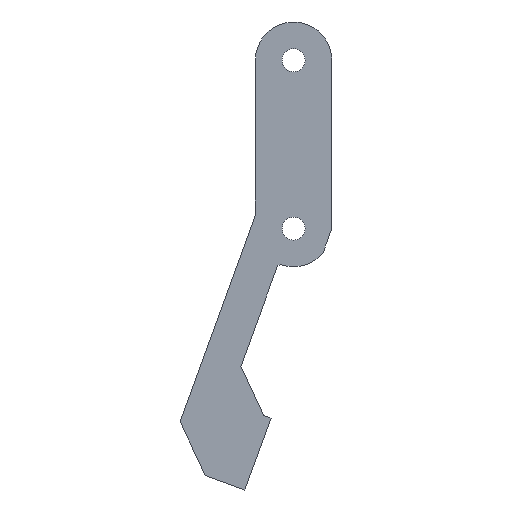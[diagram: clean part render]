
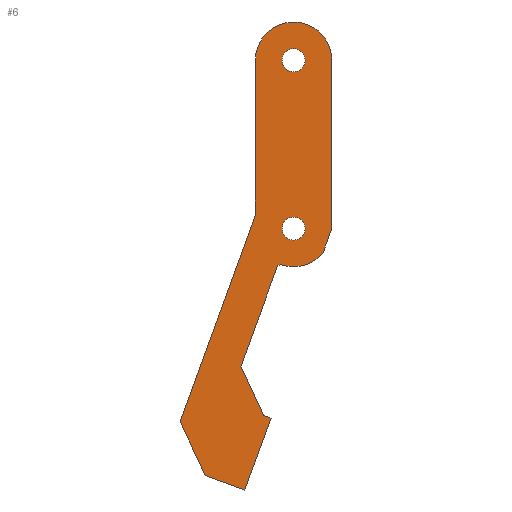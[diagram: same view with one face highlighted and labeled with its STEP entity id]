
A CAD part, left-side view. The second image highlights one B-rep face of the part: STEP entity #6.
In plain terms, the highlighted planar face has unit normal (-1, 0, 0).
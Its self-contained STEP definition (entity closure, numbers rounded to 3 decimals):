
#1 = EDGE_CURVE ( 'NONE', #195, #146, #293, .T. ) ;
#2 = DIRECTION ( 'NONE',  ( 1., 0., 0. ) ) ;
#4 = ORIENTED_EDGE ( 'NONE', *, *, #222, .F. ) ;
#6 = ADVANCED_FACE ( 'NONE', ( #116, #426, #708 ), #484, .F. ) ;
#7 = DIRECTION ( 'NONE',  ( 0., 0., -1. ) ) ;
#11 = AXIS2_PLACEMENT_3D ( 'NONE', #622, #283, #679 ) ;
#20 = VECTOR ( 'NONE', #313, 1000. ) ;
#21 = ORIENTED_EDGE ( 'NONE', *, *, #489, .F. ) ;
#25 = VECTOR ( 'NONE', #50, 1000. ) ;
#27 = VERTEX_POINT ( 'NONE', #272 ) ;
#32 = VECTOR ( 'NONE', #156, 1000. ) ;
#34 = VERTEX_POINT ( 'NONE', #150 ) ;
#41 = DIRECTION ( 'NONE',  ( 1., 0., 0. ) ) ;
#45 = LINE ( 'NONE', #318, #20 ) ;
#50 = DIRECTION ( 'NONE',  ( 0., -0.342, 0.94 ) ) ;
#54 = EDGE_CURVE ( 'NONE', #392, #516, #654, .T. ) ;
#63 = EDGE_CURVE ( 'NONE', #368, #411, #45, .T. ) ;
#64 = CARTESIAN_POINT ( 'NONE',  ( 0., 5., -5. ) ) ;
#65 = VERTEX_POINT ( 'NONE', #668 ) ;
#68 = EDGE_CURVE ( 'NONE', #411, #704, #336, .T. ) ;
#90 = ORIENTED_EDGE ( 'NONE', *, *, #412, .T. ) ;
#91 = ORIENTED_EDGE ( 'NONE', *, *, #182, .T. ) ;
#94 = VECTOR ( 'NONE', #460, 1000. ) ;
#110 = ORIENTED_EDGE ( 'NONE', *, *, #472, .T. ) ;
#116 = FACE_OUTER_BOUND ( 'NONE', #586, .T. ) ;
#118 = ORIENTED_EDGE ( 'NONE', *, *, #63, .F. ) ;
#119 = CARTESIAN_POINT ( 'NONE',  ( 0., 5., -3.5 ) ) ;
#122 = CARTESIAN_POINT ( 'NONE',  ( 0., 0., -5. ) ) ;
#128 = CARTESIAN_POINT ( 'NONE',  ( 0., 5., -27. ) ) ;
#132 = CARTESIAN_POINT ( 'NONE',  ( 0., 5., 0. ) ) ;
#133 = VERTEX_POINT ( 'NONE', #200 ) ;
#139 = CARTESIAN_POINT ( 'NONE',  ( 0., 10., -42.219 ) ) ;
#146 = VERTEX_POINT ( 'NONE', #149 ) ;
#149 = CARTESIAN_POINT ( 'NONE',  ( 0., 6.721, -31.694 ) ) ;
#150 = CARTESIAN_POINT ( 'NONE',  ( 0., 7.093, -31.868 ) ) ;
#153 = DIRECTION ( 'NONE',  ( 1., 0., 0. ) ) ;
#156 = DIRECTION ( 'NONE',  ( 0., 0.94, 0.342 ) ) ;
#159 = EDGE_CURVE ( 'NONE', #449, #330, #278, .T. ) ;
#161 = LINE ( 'NONE', #381, #25 ) ;
#165 = EDGE_CURVE ( 'NONE', #710, #502, #629, .T. ) ;
#168 = DIRECTION ( 'NONE',  ( 0., 0., -1. ) ) ;
#173 = CARTESIAN_POINT ( 'NONE',  ( 0., 8.893, -51.432 ) ) ;
#176 = CARTESIAN_POINT ( 'NONE',  ( 0., 0., -42.219 ) ) ;
#179 = CARTESIAN_POINT ( 'NONE',  ( 0., 5., -6.5 ) ) ;
#180 = CARTESIAN_POINT ( 'NONE',  ( 0., 5., -28.5 ) ) ;
#182 = EDGE_CURVE ( 'NONE', #195, #641, #161, .T. ) ;
#183 = VECTOR ( 'NONE', #424, 1000. ) ;
#188 = CARTESIAN_POINT ( 'NONE',  ( 0., 27.209, -41.248 ) ) ;
#191 = LINE ( 'NONE', #695, #541 ) ;
#195 = VERTEX_POINT ( 'NONE', #223 ) ;
#198 = DIRECTION ( 'NONE',  ( 0., 0., -1. ) ) ;
#200 = CARTESIAN_POINT ( 'NONE',  ( 0., 16.541, -59.29 ) ) ;
#216 = EDGE_CURVE ( 'NONE', #232, #133, #343, .T. ) ;
#222 = EDGE_CURVE ( 'NONE', #27, #710, #342, .T. ) ;
#223 = CARTESIAN_POINT ( 'NONE',  ( 0., 1.17, -30.214 ) ) ;
#228 = VERTEX_POINT ( 'NONE', #672 ) ;
#232 = VERTEX_POINT ( 'NONE', #490 ) ;
#242 = CARTESIAN_POINT ( 'NONE',  ( 0., 7.128, -79.477 ) ) ;
#252 = EDGE_CURVE ( 'NONE', #330, #449, #639, .T. ) ;
#259 = CARTESIAN_POINT ( 'NONE',  ( 0., 5., -27. ) ) ;
#266 = ORIENTED_EDGE ( 'NONE', *, *, #216, .F. ) ;
#267 = DIRECTION ( 'NONE',  ( 0., 0., -1. ) ) ;
#272 = CARTESIAN_POINT ( 'NONE',  ( 0., 10., -5. ) ) ;
#278 = CIRCLE ( 'NONE', #674, 1.5 ) ;
#281 = DIRECTION ( 'NONE',  ( 1., 0., 0. ) ) ;
#283 = DIRECTION ( 'NONE',  ( 1., 0., 0. ) ) ;
#289 = CARTESIAN_POINT ( 'NONE',  ( 0., 11.881, -45.023 ) ) ;
#290 = LINE ( 'NONE', #580, #409 ) ;
#291 = LINE ( 'NONE', #520, #94 ) ;
#293 = CIRCLE ( 'NONE', #451, 5. ) ;
#301 = EDGE_LOOP ( 'NONE', ( #649, #360 ) ) ;
#304 = DIRECTION ( 'NONE',  ( 0., -0.906, 0.423 ) ) ;
#313 = DIRECTION ( 'NONE',  ( 0., -0.423, -0.906 ) ) ;
#314 = AXIS2_PLACEMENT_3D ( 'NONE', #608, #669, #267 ) ;
#318 = CARTESIAN_POINT ( 'NONE',  ( 0., -4.164, -79.433 ) ) ;
#327 = CARTESIAN_POINT ( 'NONE',  ( 0., 5., -27. ) ) ;
#330 = VERTEX_POINT ( 'NONE', #179 ) ;
#336 = LINE ( 'NONE', #721, #183 ) ;
#341 = LINE ( 'NONE', #242, #698 ) ;
#342 = CIRCLE ( 'NONE', #11, 5. ) ;
#343 = LINE ( 'NONE', #447, #32 ) ;
#357 = VECTOR ( 'NONE', #304, 1000. ) ;
#360 = ORIENTED_EDGE ( 'NONE', *, *, #252, .T. ) ;
#368 = VERTEX_POINT ( 'NONE', #289 ) ;
#373 = EDGE_CURVE ( 'NONE', #502, #641, #437, .T. ) ;
#381 = CARTESIAN_POINT ( 'NONE',  ( 0., 18.694, -78.361 ) ) ;
#392 = VERTEX_POINT ( 'NONE', #578 ) ;
#393 = ORIENTED_EDGE ( 'NONE', *, *, #373, .F. ) ;
#409 = VECTOR ( 'NONE', #517, 1000. ) ;
#411 = VERTEX_POINT ( 'NONE', #173 ) ;
#412 = EDGE_CURVE ( 'NONE', #516, #392, #456, .T. ) ;
#420 = ORIENTED_EDGE ( 'NONE', *, *, #518, .T. ) ;
#424 = DIRECTION ( 'NONE',  ( 0., -0.94, -0.342 ) ) ;
#426 = FACE_BOUND ( 'NONE', #301, .T. ) ;
#429 = ORIENTED_EDGE ( 'NONE', *, *, #455, .F. ) ;
#436 = AXIS2_PLACEMENT_3D ( 'NONE', #259, #41, #658 ) ;
#437 = LINE ( 'NONE', #176, #531 ) ;
#447 = CARTESIAN_POINT ( 'NONE',  ( 0., -0.046, -65.327 ) ) ;
#449 = VERTEX_POINT ( 'NONE', #119 ) ;
#451 = AXIS2_PLACEMENT_3D ( 'NONE', #327, #153, #551 ) ;
#453 = DIRECTION ( 'NONE',  ( 0., 0., -1. ) ) ;
#455 = EDGE_CURVE ( 'NONE', #34, #368, #291, .T. ) ;
#456 = CIRCLE ( 'NONE', #503, 1.5 ) ;
#460 = DIRECTION ( 'NONE',  ( 0., 0.342, -0.94 ) ) ;
#465 = DIRECTION ( 'NONE',  ( 0., 0.342, -0.94 ) ) ;
#472 = EDGE_CURVE ( 'NONE', #34, #146, #501, .T. ) ;
#484 = PLANE ( 'NONE',  #314 ) ;
#489 = EDGE_CURVE ( 'NONE', #228, #65, #290, .T. ) ;
#490 = CARTESIAN_POINT ( 'NONE',  ( 0., 11.373, -61.171 ) ) ;
#497 = CARTESIAN_POINT ( 'NONE',  ( 0., 5., -5. ) ) ;
#501 = LINE ( 'NONE', #188, #357 ) ;
#502 = VERTEX_POINT ( 'NONE', #122 ) ;
#503 = AXIS2_PLACEMENT_3D ( 'NONE', #128, #514, #590 ) ;
#511 = LINE ( 'NONE', #139, #561 ) ;
#514 = DIRECTION ( 'NONE',  ( 1., 0., 0. ) ) ;
#516 = VERTEX_POINT ( 'NONE', #180 ) ;
#517 = DIRECTION ( 'NONE',  ( 0., -0.342, 0.94 ) ) ;
#518 = EDGE_CURVE ( 'NONE', #228, #133, #341, .T. ) ;
#520 = CARTESIAN_POINT ( 'NONE',  ( 0., 24.037, -78.421 ) ) ;
#531 = VECTOR ( 'NONE', #453, 1000. ) ;
#541 = VECTOR ( 'NONE', #465, 1000. ) ;
#549 = DIRECTION ( 'NONE',  ( 0., 0., -1. ) ) ;
#550 = EDGE_CURVE ( 'NONE', #704, #232, #191, .T. ) ;
#551 = DIRECTION ( 'NONE',  ( 0., 0., -1. ) ) ;
#561 = VECTOR ( 'NONE', #198, 1000. ) ;
#570 = ORIENTED_EDGE ( 'NONE', *, *, #54, .T. ) ;
#571 = AXIS2_PLACEMENT_3D ( 'NONE', #497, #2, #549 ) ;
#578 = CARTESIAN_POINT ( 'NONE',  ( 0., 5., -25.5 ) ) ;
#580 = CARTESIAN_POINT ( 'NONE',  ( 0., 28.735, -76.711 ) ) ;
#586 = EDGE_LOOP ( 'NONE', ( #21, #420, #266, #718, #665, #118, #429, #110, #587, #91, #393, #716, #4, #616 ) ) ;
#587 = ORIENTED_EDGE ( 'NONE', *, *, #1, .F. ) ;
#590 = DIRECTION ( 'NONE',  ( 0., 0., -1. ) ) ;
#608 = CARTESIAN_POINT ( 'NONE',  ( 0., 5., -42.219 ) ) ;
#616 = ORIENTED_EDGE ( 'NONE', *, *, #642, .T. ) ;
#619 = CARTESIAN_POINT ( 'NONE',  ( 0., 5., -5. ) ) ;
#622 = CARTESIAN_POINT ( 'NONE',  ( 0., 5., -5. ) ) ;
#629 = CIRCLE ( 'NONE', #571, 5. ) ;
#634 = DIRECTION ( 'NONE',  ( 1., 0., 0. ) ) ;
#638 = DIRECTION ( 'NONE',  ( 0., -0.423, -0.906 ) ) ;
#639 = CIRCLE ( 'NONE', #684, 1.5 ) ;
#641 = VERTEX_POINT ( 'NONE', #711 ) ;
#642 = EDGE_CURVE ( 'NONE', #27, #65, #511, .T. ) ;
#649 = ORIENTED_EDGE ( 'NONE', *, *, #159, .T. ) ;
#654 = CIRCLE ( 'NONE', #436, 1.5 ) ;
#658 = DIRECTION ( 'NONE',  ( 0., 0., -1. ) ) ;
#665 = ORIENTED_EDGE ( 'NONE', *, *, #68, .F. ) ;
#668 = CARTESIAN_POINT ( 'NONE',  ( 0., 10., -25.237 ) ) ;
#669 = DIRECTION ( 'NONE',  ( 1., 0., 0. ) ) ;
#672 = CARTESIAN_POINT ( 'NONE',  ( 0., 19.829, -52.24 ) ) ;
#674 = AXIS2_PLACEMENT_3D ( 'NONE', #619, #281, #7 ) ;
#679 = DIRECTION ( 'NONE',  ( 0., 0., -1. ) ) ;
#684 = AXIS2_PLACEMENT_3D ( 'NONE', #64, #634, #168 ) ;
#695 = CARTESIAN_POINT ( 'NONE',  ( 0., 18.399, -80.473 ) ) ;
#698 = VECTOR ( 'NONE', #638, 1000. ) ;
#703 = EDGE_LOOP ( 'NONE', ( #570, #90 ) ) ;
#704 = VERTEX_POINT ( 'NONE', #705 ) ;
#705 = CARTESIAN_POINT ( 'NONE',  ( 0., 7.953, -51.774 ) ) ;
#708 = FACE_BOUND ( 'NONE', #703, .T. ) ;
#710 = VERTEX_POINT ( 'NONE', #132 ) ;
#711 = CARTESIAN_POINT ( 'NONE',  ( 0., 0., -27. ) ) ;
#716 = ORIENTED_EDGE ( 'NONE', *, *, #165, .F. ) ;
#718 = ORIENTED_EDGE ( 'NONE', *, *, #550, .F. ) ;
#721 = CARTESIAN_POINT ( 'NONE',  ( 0., -3.466, -55.93 ) ) ;
